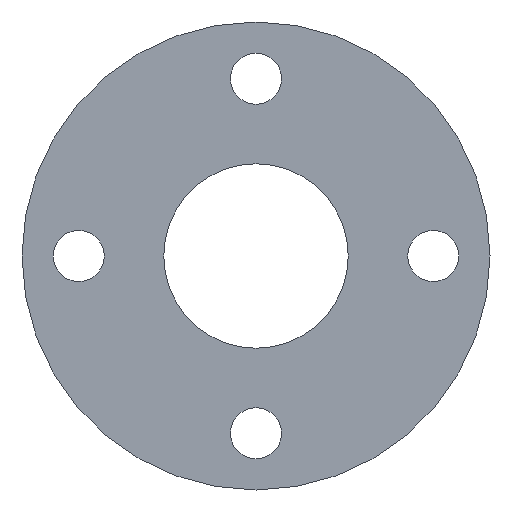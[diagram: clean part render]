
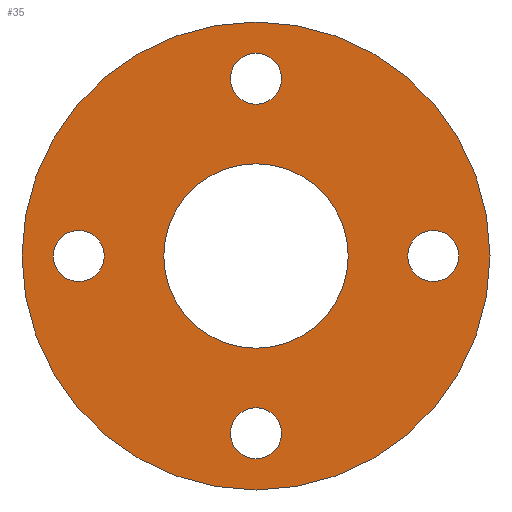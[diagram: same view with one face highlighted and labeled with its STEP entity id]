
A CAD part, front view. The second image highlights one B-rep face of the part: STEP entity #35.
In plain terms, the highlighted planar face has unit normal (0, -1, 0).
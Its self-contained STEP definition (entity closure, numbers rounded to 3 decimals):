
#12 = DIRECTION ( 'NONE',  ( 0., 0., -1. ) ) ;
#17 = DIRECTION ( 'NONE',  ( 0., -1., 0. ) ) ;
#23 = CIRCLE ( 'NONE', #530, 9. ) ;
#31 = DIRECTION ( 'NONE',  ( 0., 0., -1. ) ) ;
#34 = AXIS2_PLACEMENT_3D ( 'NONE', #515, #428, #295 ) ;
#35 = ADVANCED_FACE ( 'NONE', ( #290, #199, #466, #425, #197, #379 ), #560, .T. ) ;
#42 = EDGE_CURVE ( 'NONE', #355, #232, #89, .T. ) ;
#50 = DIRECTION ( 'NONE',  ( 0., 0., 1. ) ) ;
#56 = DIRECTION ( 'NONE',  ( 0., 0., 1. ) ) ;
#58 = EDGE_CURVE ( 'NONE', #232, #355, #370, .T. ) ;
#61 = EDGE_CURVE ( 'NONE', #338, #328, #429, .T. ) ;
#63 = DIRECTION ( 'NONE',  ( 0., 0., -1. ) ) ;
#70 = DIRECTION ( 'NONE',  ( 0., 0., -1. ) ) ;
#73 = CARTESIAN_POINT ( 'NONE',  ( 0., 0., -71.5 ) ) ;
#79 = EDGE_LOOP ( 'NONE', ( #457, #533 ) ) ;
#81 = DIRECTION ( 'NONE',  ( 0., 0., 1. ) ) ;
#85 = ORIENTED_EDGE ( 'NONE', *, *, #101, .T. ) ;
#89 = CIRCLE ( 'NONE', #34, 9. ) ;
#90 = EDGE_LOOP ( 'NONE', ( #451, #461 ) ) ;
#96 = CARTESIAN_POINT ( 'NONE',  ( 0., 0., 53.5 ) ) ;
#99 = CARTESIAN_POINT ( 'NONE',  ( -62.5, 0., 9. ) ) ;
#100 = EDGE_LOOP ( 'NONE', ( #205, #419 ) ) ;
#101 = EDGE_CURVE ( 'NONE', #328, #338, #255, .T. ) ;
#117 = AXIS2_PLACEMENT_3D ( 'NONE', #336, #233, #50 ) ;
#119 = DIRECTION ( 'NONE',  ( 0., 0., -1. ) ) ;
#131 = CARTESIAN_POINT ( 'NONE',  ( 0., 0., -32.5 ) ) ;
#139 = CIRCLE ( 'NONE', #448, 9. ) ;
#148 = DIRECTION ( 'NONE',  ( 0., -1., 0. ) ) ;
#154 = CARTESIAN_POINT ( 'NONE',  ( 0., 0., 62.5 ) ) ;
#157 = ORIENTED_EDGE ( 'NONE', *, *, #485, .F. ) ;
#162 = CARTESIAN_POINT ( 'NONE',  ( 0., 0., -62.5 ) ) ;
#173 = CARTESIAN_POINT ( 'NONE',  ( -62.5, 0., -9. ) ) ;
#175 = VERTEX_POINT ( 'NONE', #571 ) ;
#180 = AXIS2_PLACEMENT_3D ( 'NONE', #334, #300, #477 ) ;
#187 = EDGE_CURVE ( 'NONE', #496, #546, #23, .T. ) ;
#195 = ORIENTED_EDGE ( 'NONE', *, *, #61, .T. ) ;
#197 = FACE_BOUND ( 'NONE', #523, .T. ) ;
#199 = FACE_BOUND ( 'NONE', #90, .T. ) ;
#203 = VERTEX_POINT ( 'NONE', #305 ) ;
#205 = ORIENTED_EDGE ( 'NONE', *, *, #452, .F. ) ;
#232 = VERTEX_POINT ( 'NONE', #73 ) ;
#233 = DIRECTION ( 'NONE',  ( 0., 1., 0. ) ) ;
#237 = EDGE_LOOP ( 'NONE', ( #388, #341 ) ) ;
#238 = DIRECTION ( 'NONE',  ( 0., 0., -1. ) ) ;
#242 = CARTESIAN_POINT ( 'NONE',  ( 0., 0., 82.5 ) ) ;
#243 = DIRECTION ( 'NONE',  ( 0., 0., -1. ) ) ;
#255 = CIRCLE ( 'NONE', #306, 32.5 ) ;
#256 = CIRCLE ( 'NONE', #583, 9. ) ;
#268 = AXIS2_PLACEMENT_3D ( 'NONE', #242, #148, #63 ) ;
#271 = EDGE_CURVE ( 'NONE', #386, #175, #380, .T. ) ;
#273 = VERTEX_POINT ( 'NONE', #545 ) ;
#288 = CARTESIAN_POINT ( 'NONE',  ( 62.5, 0., 0. ) ) ;
#290 = FACE_BOUND ( 'NONE', #100, .T. ) ;
#295 = DIRECTION ( 'NONE',  ( 0., 0., -1. ) ) ;
#299 = AXIS2_PLACEMENT_3D ( 'NONE', #402, #356, #119 ) ;
#300 = DIRECTION ( 'NONE',  ( 0., -1., 0. ) ) ;
#303 = CARTESIAN_POINT ( 'NONE',  ( 0., 0., 0. ) ) ;
#305 = CARTESIAN_POINT ( 'NONE',  ( 62.5, 0., 9. ) ) ;
#306 = AXIS2_PLACEMENT_3D ( 'NONE', #577, #490, #480 ) ;
#328 = VERTEX_POINT ( 'NONE', #587 ) ;
#330 = EDGE_LOOP ( 'NONE', ( #594, #157 ) ) ;
#332 = CARTESIAN_POINT ( 'NONE',  ( 0., 0., 71.5 ) ) ;
#334 = CARTESIAN_POINT ( 'NONE',  ( -62.5, 0., 0. ) ) ;
#335 = AXIS2_PLACEMENT_3D ( 'NONE', #376, #516, #56 ) ;
#336 = CARTESIAN_POINT ( 'NONE',  ( 0., 0., 0. ) ) ;
#338 = VERTEX_POINT ( 'NONE', #131 ) ;
#341 = ORIENTED_EDGE ( 'NONE', *, *, #187, .F. ) ;
#351 = CARTESIAN_POINT ( 'NONE',  ( -62.5, 0., 0. ) ) ;
#355 = VERTEX_POINT ( 'NONE', #359 ) ;
#356 = DIRECTION ( 'NONE',  ( 0., -1., 0. ) ) ;
#359 = CARTESIAN_POINT ( 'NONE',  ( 0., 0., -53.5 ) ) ;
#370 = CIRCLE ( 'NONE', #580, 9. ) ;
#376 = CARTESIAN_POINT ( 'NONE',  ( 0., 0., 0. ) ) ;
#379 = FACE_OUTER_BOUND ( 'NONE', #330, .T. ) ;
#380 = CIRCLE ( 'NONE', #117, 82.5 ) ;
#382 = CIRCLE ( 'NONE', #299, 9. ) ;
#386 = VERTEX_POINT ( 'NONE', #430 ) ;
#387 = DIRECTION ( 'NONE',  ( 0., -1., 0. ) ) ;
#388 = ORIENTED_EDGE ( 'NONE', *, *, #476, .F. ) ;
#389 = AXIS2_PLACEMENT_3D ( 'NONE', #303, #487, #81 ) ;
#391 = CIRCLE ( 'NONE', #335, 82.5 ) ;
#392 = EDGE_CURVE ( 'NONE', #433, #493, #256, .T. ) ;
#402 = CARTESIAN_POINT ( 'NONE',  ( 62.5, 0., 0. ) ) ;
#419 = ORIENTED_EDGE ( 'NONE', *, *, #575, .F. ) ;
#421 = DIRECTION ( 'NONE',  ( 0., -1., 0. ) ) ;
#425 = FACE_BOUND ( 'NONE', #79, .T. ) ;
#428 = DIRECTION ( 'NONE',  ( 0., -1., 0. ) ) ;
#429 = CIRCLE ( 'NONE', #389, 32.5 ) ;
#430 = CARTESIAN_POINT ( 'NONE',  ( 0., 0., 82.5 ) ) ;
#433 = VERTEX_POINT ( 'NONE', #96 ) ;
#435 = EDGE_CURVE ( 'NONE', #493, #433, #139, .T. ) ;
#437 = CIRCLE ( 'NONE', #180, 9. ) ;
#448 = AXIS2_PLACEMENT_3D ( 'NONE', #470, #421, #238 ) ;
#451 = ORIENTED_EDGE ( 'NONE', *, *, #392, .F. ) ;
#452 = EDGE_CURVE ( 'NONE', #273, #203, #512, .T. ) ;
#457 = ORIENTED_EDGE ( 'NONE', *, *, #58, .F. ) ;
#461 = ORIENTED_EDGE ( 'NONE', *, *, #435, .F. ) ;
#466 = FACE_BOUND ( 'NONE', #237, .T. ) ;
#470 = CARTESIAN_POINT ( 'NONE',  ( 0., 0., 62.5 ) ) ;
#476 = EDGE_CURVE ( 'NONE', #546, #496, #437, .T. ) ;
#477 = DIRECTION ( 'NONE',  ( 0., 0., -1. ) ) ;
#480 = DIRECTION ( 'NONE',  ( 0., 0., 1. ) ) ;
#485 = EDGE_CURVE ( 'NONE', #175, #386, #391, .T. ) ;
#487 = DIRECTION ( 'NONE',  ( 0., 1., 0. ) ) ;
#490 = DIRECTION ( 'NONE',  ( 0., 1., 0. ) ) ;
#493 = VERTEX_POINT ( 'NONE', #332 ) ;
#496 = VERTEX_POINT ( 'NONE', #99 ) ;
#512 = CIRCLE ( 'NONE', #592, 9. ) ;
#515 = CARTESIAN_POINT ( 'NONE',  ( 0., 0., -62.5 ) ) ;
#516 = DIRECTION ( 'NONE',  ( 0., 1., 0. ) ) ;
#523 = EDGE_LOOP ( 'NONE', ( #85, #195 ) ) ;
#530 = AXIS2_PLACEMENT_3D ( 'NONE', #351, #531, #70 ) ;
#531 = DIRECTION ( 'NONE',  ( 0., -1., 0. ) ) ;
#533 = ORIENTED_EDGE ( 'NONE', *, *, #42, .F. ) ;
#537 = DIRECTION ( 'NONE',  ( 0., -1., 0. ) ) ;
#545 = CARTESIAN_POINT ( 'NONE',  ( 62.5, 0., -9. ) ) ;
#546 = VERTEX_POINT ( 'NONE', #173 ) ;
#560 = PLANE ( 'NONE',  #268 ) ;
#571 = CARTESIAN_POINT ( 'NONE',  ( 0., 0., -82.5 ) ) ;
#575 = EDGE_CURVE ( 'NONE', #203, #273, #382, .T. ) ;
#577 = CARTESIAN_POINT ( 'NONE',  ( 0., 0., 0. ) ) ;
#580 = AXIS2_PLACEMENT_3D ( 'NONE', #162, #537, #31 ) ;
#583 = AXIS2_PLACEMENT_3D ( 'NONE', #154, #17, #243 ) ;
#587 = CARTESIAN_POINT ( 'NONE',  ( 0., 0., 32.5 ) ) ;
#592 = AXIS2_PLACEMENT_3D ( 'NONE', #288, #387, #12 ) ;
#594 = ORIENTED_EDGE ( 'NONE', *, *, #271, .F. ) ;
